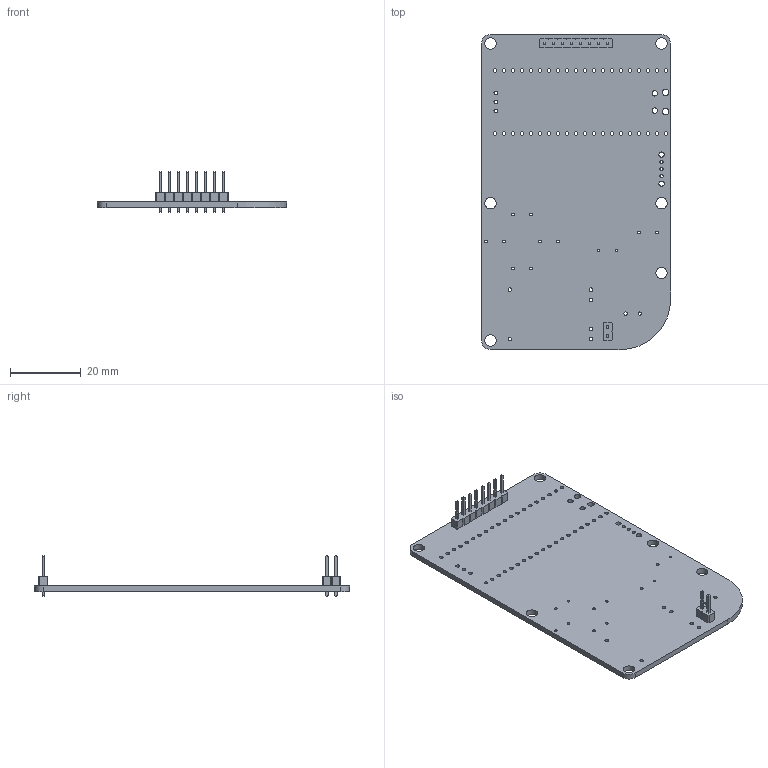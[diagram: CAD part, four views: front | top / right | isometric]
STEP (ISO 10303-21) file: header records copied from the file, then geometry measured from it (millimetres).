
FILE_DESCRIPTION(('KiCad electronic assembly'),'2;1');
FILE_NAME('gamejoy.step','2021-08-17T15:52:47',('An Author'),( 'A Company'),'Open CASCADE STEP processor 7.5', 'KiCad to STEP converter','Unknown');
FILE_SCHEMA(('AUTOMOTIVE_DESIGN { 1 0 10303 214 1 1 1 1 }'));
Length unit declared in the file: millimetre
Products named in the file (6): Open CASCADE STEP translator 7.5 1; PinHeader_1x02_P2.54mm_Vertical; SOLID; PinHeader_1x08_P2.54mm_Vertical; COMPOUND
Assembly tree (5 placements, depth 3):
  Open CASCADE STEP translator 7.5 1
    PinHeader_1x02_P2.54mm_Vertical
      SOLID
    PinHeader_1x08_P2.54mm_Vertical
      SOLID
    COMPOUND
Bounding box: 53.34 x 88.9 x 11.54 mm (x, y, z)
Volume: 7523.2 mm3; surface area: 10624.6 mm2
Topology: 3 solids, 3 shells, 346 faces, 880 edges, 560 vertices
Faces by surface type: plane 254, cylinder 92
Full cylindrical faces by diameter (mm): 0.762 x12, 0.9 x5, 1 x10, 1.02 x49, 1.5 x4, 1.8 x2, 3.2 x6
Entity records: 23935 total; most frequent: CARTESIAN_POINT 3552, DIRECTION 3528, LINE 2272, VECTOR 2272, ORIENTED_EDGE 1760, PCURVE 1760, DEFINITIONAL_REPRESENTATION 1760, EDGE_CURVE 880
